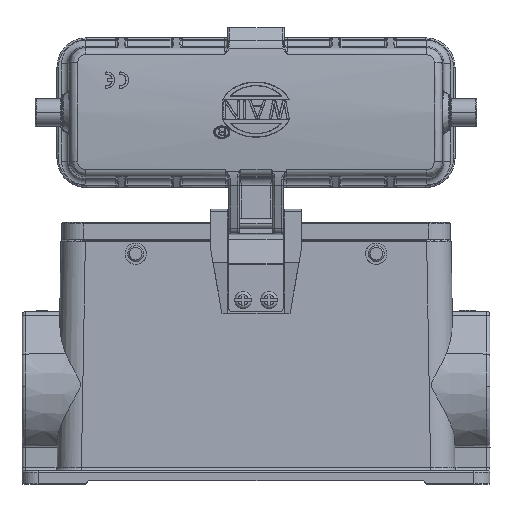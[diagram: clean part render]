
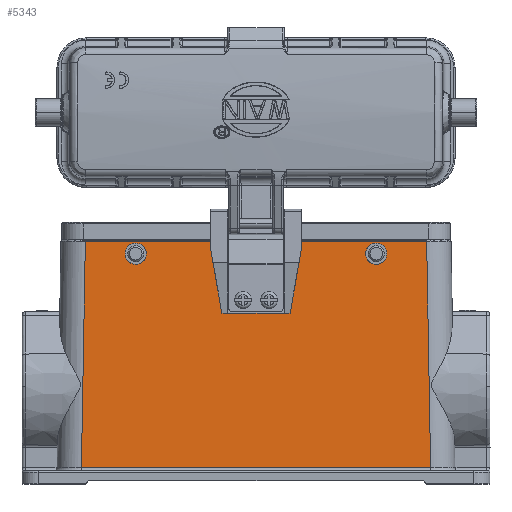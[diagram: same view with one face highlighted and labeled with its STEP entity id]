
A CAD part, top view. The second image highlights one B-rep face of the part: STEP entity #5343.
In plain terms, the highlighted planar face has unit normal (0, 0.018, 1).
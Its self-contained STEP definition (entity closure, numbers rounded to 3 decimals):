
#586=(
BOUNDED_CURVE()
B_SPLINE_CURVE(3,(#34449,#34450,#34451,#34452),.UNSPECIFIED.,.F.,.F.)
B_SPLINE_CURVE_WITH_KNOTS((4,4),(0.,1.),.UNSPECIFIED.)
CURVE()
GEOMETRIC_REPRESENTATION_ITEM()
RATIONAL_B_SPLINE_CURVE((1.,0.333,0.333,1.))
REPRESENTATION_ITEM('')
);
#587=(
BOUNDED_CURVE()
B_SPLINE_CURVE(3,(#34473,#34474,#34475,#34476),.UNSPECIFIED.,.F.,.F.)
B_SPLINE_CURVE_WITH_KNOTS((4,4),(0.,1.),.UNSPECIFIED.)
CURVE()
GEOMETRIC_REPRESENTATION_ITEM()
RATIONAL_B_SPLINE_CURVE((1.,0.333,0.333,1.))
REPRESENTATION_ITEM('')
);
#591=(
BOUNDED_CURVE()
B_SPLINE_CURVE(3,(#35541,#35542,#35543,#35544),.UNSPECIFIED.,.F.,.F.)
B_SPLINE_CURVE_WITH_KNOTS((4,4),(0.,1.),.UNSPECIFIED.)
CURVE()
GEOMETRIC_REPRESENTATION_ITEM()
RATIONAL_B_SPLINE_CURVE((1.,0.333,0.333,1.))
REPRESENTATION_ITEM('')
);
#592=(
BOUNDED_CURVE()
B_SPLINE_CURVE(3,(#35545,#35546,#35547,#35548),.UNSPECIFIED.,.F.,.F.)
B_SPLINE_CURVE_WITH_KNOTS((4,4),(0.,1.),.UNSPECIFIED.)
CURVE()
GEOMETRIC_REPRESENTATION_ITEM()
RATIONAL_B_SPLINE_CURVE((1.,0.333,0.333,1.))
REPRESENTATION_ITEM('')
);
#1654=FACE_BOUND('',#8679,.T.);
#1655=FACE_BOUND('',#8680,.T.);
#1656=FACE_BOUND('',#8681,.T.);
#2572=LINE('',#34467,#3951);
#2627=LINE('',#35536,#4006);
#2628=LINE('',#35538,#4007);
#2629=LINE('',#35540,#4008);
#3951=VECTOR('',#27681,1.);
#4006=VECTOR('',#27876,1.);
#4007=VECTOR('',#27877,1.);
#4008=VECTOR('',#27878,1.);
#5343=ADVANCED_FACE('NONE',(#1654,#1655,#1656),#6675,.T.);
#6675=PLANE('',#24997);
#8679=EDGE_LOOP('',(#10980,#10981,#10982,#10983));
#8680=EDGE_LOOP('',(#10984,#10985));
#8681=EDGE_LOOP('',(#10986,#10987));
#10980=ORIENTED_EDGE('',*,*,#20219,.F.);
#10981=ORIENTED_EDGE('',*,*,#20220,.F.);
#10982=ORIENTED_EDGE('',*,*,#20221,.F.);
#10983=ORIENTED_EDGE('',*,*,#20091,.T.);
#10984=ORIENTED_EDGE('',*,*,#20222,.T.);
#10985=ORIENTED_EDGE('',*,*,#20087,.T.);
#10986=ORIENTED_EDGE('',*,*,#20223,.T.);
#10987=ORIENTED_EDGE('',*,*,#20094,.T.);
#17650=VERTEX_POINT('',#34446);
#17651=VERTEX_POINT('',#34448);
#17652=VERTEX_POINT('',#34458);
#17655=VERTEX_POINT('',#34466);
#17656=VERTEX_POINT('',#34470);
#17657=VERTEX_POINT('',#34472);
#17738=VERTEX_POINT('',#35537);
#17739=VERTEX_POINT('',#35539);
#20087=EDGE_CURVE('',#17650,#17651,#586,.T.);
#20091=EDGE_CURVE('',#17652,#17655,#2572,.T.);
#20094=EDGE_CURVE('',#17656,#17657,#587,.T.);
#20219=EDGE_CURVE('',#17738,#17655,#2627,.T.);
#20220=EDGE_CURVE('',#17739,#17738,#2628,.T.);
#20221=EDGE_CURVE('',#17652,#17739,#2629,.T.);
#20222=EDGE_CURVE('',#17651,#17650,#591,.T.);
#20223=EDGE_CURVE('',#17657,#17656,#592,.T.);
#24997=AXIS2_PLACEMENT_3D('',#35549,#27879,#27880);
#27681=DIRECTION('',(1.,0.,0.));
#27876=DIRECTION('',(0.017,-1.,0.017));
#27877=DIRECTION('',(1.,0.,0.));
#27878=DIRECTION('',(0.017,1.,-0.017));
#27879=DIRECTION('',(0.,0.017,1.));
#27880=DIRECTION('',(0.,-1.,0.017));
#34446=CARTESIAN_POINT('',(-33.75,46.805,21.573));
#34448=CARTESIAN_POINT('',(-40.25,46.805,21.573));
#34449=CARTESIAN_POINT('',(-33.75,46.805,21.573));
#34450=CARTESIAN_POINT('',(-33.75,40.305,21.687));
#34451=CARTESIAN_POINT('',(-40.25,40.305,21.687));
#34452=CARTESIAN_POINT('',(-40.25,46.805,21.573));
#34458=CARTESIAN_POINT('',(-53.723,-19.013,22.722));
#34466=CARTESIAN_POINT('',(53.723,-19.013,22.722));
#34467=CARTESIAN_POINT('',(-63.061,-19.013,22.722));
#34470=CARTESIAN_POINT('',(40.25,46.805,21.573));
#34472=CARTESIAN_POINT('',(33.75,46.805,21.573));
#34473=CARTESIAN_POINT('',(40.25,46.805,21.573));
#34474=CARTESIAN_POINT('',(40.25,40.305,21.687));
#34475=CARTESIAN_POINT('',(33.75,40.305,21.687));
#34476=CARTESIAN_POINT('',(33.75,46.805,21.573));
#35536=CARTESIAN_POINT('',(52.496,51.275,21.495));
#35537=CARTESIAN_POINT('',(52.51,50.513,21.509));
#35538=CARTESIAN_POINT('',(-53.991,50.513,21.509));
#35539=CARTESIAN_POINT('',(-52.51,50.513,21.509));
#35540=CARTESIAN_POINT('',(-52.496,51.275,21.495));
#35541=CARTESIAN_POINT('',(-40.25,46.805,21.573));
#35542=CARTESIAN_POINT('',(-40.25,53.305,21.46));
#35543=CARTESIAN_POINT('',(-33.75,53.305,21.46));
#35544=CARTESIAN_POINT('',(-33.75,46.805,21.573));
#35545=CARTESIAN_POINT('',(33.75,46.805,21.573));
#35546=CARTESIAN_POINT('',(33.75,53.305,21.46));
#35547=CARTESIAN_POINT('',(40.25,53.305,21.46));
#35548=CARTESIAN_POINT('',(40.25,46.805,21.573));
#35549=CARTESIAN_POINT('',(-63.061,51.005,21.5));
